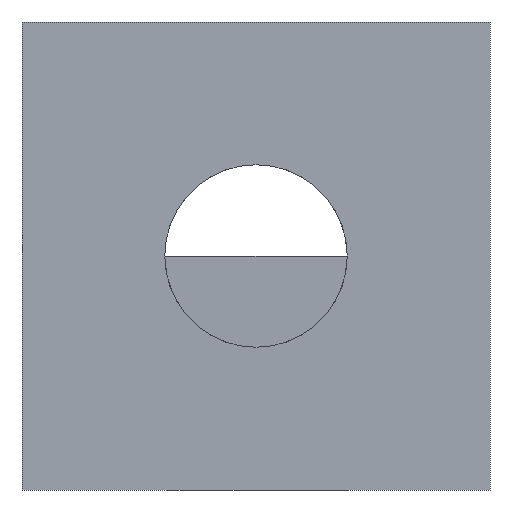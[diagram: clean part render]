
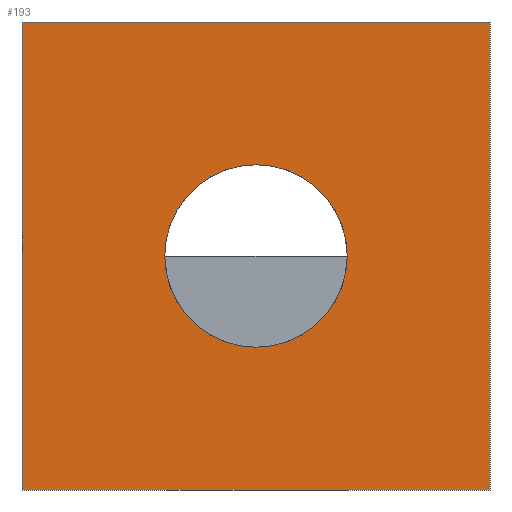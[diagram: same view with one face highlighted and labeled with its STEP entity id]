
A CAD part, front view. The second image highlights one B-rep face of the part: STEP entity #193.
In plain terms, the highlighted planar face has unit normal (0, -1, 0).
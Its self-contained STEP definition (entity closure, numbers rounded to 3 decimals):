
#21 = EDGE_CURVE('',#22,#24,#26,.T.);
#22 = VERTEX_POINT('',#23);
#23 = CARTESIAN_POINT('',(0.,0.,0.));
#24 = VERTEX_POINT('',#25);
#25 = CARTESIAN_POINT('',(0.,0.,10.));
#26 = SURFACE_CURVE('',#27,(#31,#43),.PCURVE_S1.);
#27 = LINE('',#28,#29);
#28 = CARTESIAN_POINT('',(0.,0.,0.));
#29 = VECTOR('',#30,1.);
#30 = DIRECTION('',(0.,0.,1.));
#31 = PCURVE('',#32,#37);
#32 = PLANE('',#33);
#33 = AXIS2_PLACEMENT_3D('',#34,#35,#36);
#34 = CARTESIAN_POINT('',(0.,0.,0.));
#35 = DIRECTION('',(1.,0.,0.));
#36 = DIRECTION('',(0.,0.,1.));
#37 = DEFINITIONAL_REPRESENTATION('',(#38),#42);
#38 = LINE('',#39,#40);
#39 = CARTESIAN_POINT('',(0.,0.));
#40 = VECTOR('',#41,1.);
#41 = DIRECTION('',(1.,0.));
#42 = ( GEOMETRIC_REPRESENTATION_CONTEXT(2) 
PARAMETRIC_REPRESENTATION_CONTEXT() REPRESENTATION_CONTEXT('2D SPACE',''
  ) );
#43 = PCURVE('',#44,#49);
#44 = PLANE('',#45);
#45 = AXIS2_PLACEMENT_3D('',#46,#47,#48);
#46 = CARTESIAN_POINT('',(0.,0.,0.));
#47 = DIRECTION('',(0.,1.,0.));
#48 = DIRECTION('',(0.,0.,1.));
#49 = DEFINITIONAL_REPRESENTATION('',(#50),#54);
#50 = LINE('',#51,#52);
#51 = CARTESIAN_POINT('',(0.,0.));
#52 = VECTOR('',#53,1.);
#53 = DIRECTION('',(1.,0.));
#54 = ( GEOMETRIC_REPRESENTATION_CONTEXT(2) 
PARAMETRIC_REPRESENTATION_CONTEXT() REPRESENTATION_CONTEXT('2D SPACE',''
  ) );
#72 = PLANE('',#73);
#73 = AXIS2_PLACEMENT_3D('',#74,#75,#76);
#74 = CARTESIAN_POINT('',(0.,0.,0.));
#75 = DIRECTION('',(0.,0.,1.));
#76 = DIRECTION('',(1.,0.,0.));
#182 = PLANE('',#183);
#183 = AXIS2_PLACEMENT_3D('',#184,#185,#186);
#184 = CARTESIAN_POINT('',(0.,0.,10.));
#185 = DIRECTION('',(0.,0.,1.));
#186 = DIRECTION('',(1.,0.,0.));
#193 = ADVANCED_FACE('',(#194,#269),#44,.F.);
#194 = FACE_BOUND('',#195,.F.);
#195 = EDGE_LOOP('',(#196,#219,#220,#243));
#196 = ORIENTED_EDGE('',*,*,#197,.F.);
#197 = EDGE_CURVE('',#22,#198,#200,.T.);
#198 = VERTEX_POINT('',#199);
#199 = CARTESIAN_POINT('',(10.,0.,0.));
#200 = SURFACE_CURVE('',#201,(#205,#212),.PCURVE_S1.);
#201 = LINE('',#202,#203);
#202 = CARTESIAN_POINT('',(0.,0.,0.));
#203 = VECTOR('',#204,1.);
#204 = DIRECTION('',(1.,0.,0.));
#205 = PCURVE('',#44,#206);
#206 = DEFINITIONAL_REPRESENTATION('',(#207),#211);
#207 = LINE('',#208,#209);
#208 = CARTESIAN_POINT('',(0.,0.));
#209 = VECTOR('',#210,1.);
#210 = DIRECTION('',(0.,1.));
#211 = ( GEOMETRIC_REPRESENTATION_CONTEXT(2) 
PARAMETRIC_REPRESENTATION_CONTEXT() REPRESENTATION_CONTEXT('2D SPACE',''
  ) );
#212 = PCURVE('',#72,#213);
#213 = DEFINITIONAL_REPRESENTATION('',(#214),#218);
#214 = LINE('',#215,#216);
#215 = CARTESIAN_POINT('',(0.,0.));
#216 = VECTOR('',#217,1.);
#217 = DIRECTION('',(1.,0.));
#218 = ( GEOMETRIC_REPRESENTATION_CONTEXT(2) 
PARAMETRIC_REPRESENTATION_CONTEXT() REPRESENTATION_CONTEXT('2D SPACE',''
  ) );
#219 = ORIENTED_EDGE('',*,*,#21,.T.);
#220 = ORIENTED_EDGE('',*,*,#221,.T.);
#221 = EDGE_CURVE('',#24,#222,#224,.T.);
#222 = VERTEX_POINT('',#223);
#223 = CARTESIAN_POINT('',(10.,0.,10.));
#224 = SURFACE_CURVE('',#225,(#229,#236),.PCURVE_S1.);
#225 = LINE('',#226,#227);
#226 = CARTESIAN_POINT('',(0.,0.,10.));
#227 = VECTOR('',#228,1.);
#228 = DIRECTION('',(1.,0.,0.));
#229 = PCURVE('',#44,#230);
#230 = DEFINITIONAL_REPRESENTATION('',(#231),#235);
#231 = LINE('',#232,#233);
#232 = CARTESIAN_POINT('',(10.,0.));
#233 = VECTOR('',#234,1.);
#234 = DIRECTION('',(0.,1.));
#235 = ( GEOMETRIC_REPRESENTATION_CONTEXT(2) 
PARAMETRIC_REPRESENTATION_CONTEXT() REPRESENTATION_CONTEXT('2D SPACE',''
  ) );
#236 = PCURVE('',#182,#237);
#237 = DEFINITIONAL_REPRESENTATION('',(#238),#242);
#238 = LINE('',#239,#240);
#239 = CARTESIAN_POINT('',(0.,0.));
#240 = VECTOR('',#241,1.);
#241 = DIRECTION('',(1.,0.));
#242 = ( GEOMETRIC_REPRESENTATION_CONTEXT(2) 
PARAMETRIC_REPRESENTATION_CONTEXT() REPRESENTATION_CONTEXT('2D SPACE',''
  ) );
#243 = ORIENTED_EDGE('',*,*,#244,.F.);
#244 = EDGE_CURVE('',#198,#222,#245,.T.);
#245 = SURFACE_CURVE('',#246,(#250,#257),.PCURVE_S1.);
#246 = LINE('',#247,#248);
#247 = CARTESIAN_POINT('',(10.,0.,0.));
#248 = VECTOR('',#249,1.);
#249 = DIRECTION('',(0.,0.,1.));
#250 = PCURVE('',#44,#251);
#251 = DEFINITIONAL_REPRESENTATION('',(#252),#256);
#252 = LINE('',#253,#254);
#253 = CARTESIAN_POINT('',(0.,10.));
#254 = VECTOR('',#255,1.);
#255 = DIRECTION('',(1.,0.));
#256 = ( GEOMETRIC_REPRESENTATION_CONTEXT(2) 
PARAMETRIC_REPRESENTATION_CONTEXT() REPRESENTATION_CONTEXT('2D SPACE',''
  ) );
#257 = PCURVE('',#258,#263);
#258 = PLANE('',#259);
#259 = AXIS2_PLACEMENT_3D('',#260,#261,#262);
#260 = CARTESIAN_POINT('',(10.,0.,0.));
#261 = DIRECTION('',(1.,0.,0.));
#262 = DIRECTION('',(0.,0.,1.));
#263 = DEFINITIONAL_REPRESENTATION('',(#264),#268);
#264 = LINE('',#265,#266);
#265 = CARTESIAN_POINT('',(0.,0.));
#266 = VECTOR('',#267,1.);
#267 = DIRECTION('',(1.,0.));
#268 = ( GEOMETRIC_REPRESENTATION_CONTEXT(2) 
PARAMETRIC_REPRESENTATION_CONTEXT() REPRESENTATION_CONTEXT('2D SPACE',''
  ) );
#269 = FACE_BOUND('',#270,.F.);
#270 = EDGE_LOOP('',(#271));
#271 = ORIENTED_EDGE('',*,*,#272,.T.);
#272 = EDGE_CURVE('',#273,#273,#275,.T.);
#273 = VERTEX_POINT('',#274);
#274 = CARTESIAN_POINT('',(6.95,0.,5.));
#275 = SURFACE_CURVE('',#276,(#281,#292),.PCURVE_S1.);
#276 = CIRCLE('',#277,1.95);
#277 = AXIS2_PLACEMENT_3D('',#278,#279,#280);
#278 = CARTESIAN_POINT('',(5.,0.,5.));
#279 = DIRECTION('',(0.,-1.,0.));
#280 = DIRECTION('',(1.,0.,0.));
#281 = PCURVE('',#44,#282);
#282 = DEFINITIONAL_REPRESENTATION('',(#283),#291);
#283 = ( BOUNDED_CURVE() B_SPLINE_CURVE(2,(#284,#285,#286,#287,#288,#289
,#290),.UNSPECIFIED.,.T.,.F.) B_SPLINE_CURVE_WITH_KNOTS((1,2,2,2,2,1),(
    -2.094,0.,2.094,4.189,6.283,
8.378),.UNSPECIFIED.) CURVE() GEOMETRIC_REPRESENTATION_ITEM() 
RATIONAL_B_SPLINE_CURVE((1.,0.5,1.,0.5,1.,0.5,1.)) REPRESENTATION_ITEM(
  '') );
#284 = CARTESIAN_POINT('',(5.,6.95));
#285 = CARTESIAN_POINT('',(8.377,6.95));
#286 = CARTESIAN_POINT('',(6.689,4.025));
#287 = CARTESIAN_POINT('',(5.,1.1));
#288 = CARTESIAN_POINT('',(3.311,4.025));
#289 = CARTESIAN_POINT('',(1.623,6.95));
#290 = CARTESIAN_POINT('',(5.,6.95));
#291 = ( GEOMETRIC_REPRESENTATION_CONTEXT(2) 
PARAMETRIC_REPRESENTATION_CONTEXT() REPRESENTATION_CONTEXT('2D SPACE',''
  ) );
#292 = PCURVE('',#293,#298);
#293 = CYLINDRICAL_SURFACE('',#294,1.95);
#294 = AXIS2_PLACEMENT_3D('',#295,#296,#297);
#295 = CARTESIAN_POINT('',(5.,10.,5.));
#296 = DIRECTION('',(-0.,1.,0.));
#297 = DIRECTION('',(1.,0.,0.));
#298 = DEFINITIONAL_REPRESENTATION('',(#299),#303);
#299 = LINE('',#300,#301);
#300 = CARTESIAN_POINT('',(-0.,-10.));
#301 = VECTOR('',#302,1.);
#302 = DIRECTION('',(-1.,0.));
#303 = ( GEOMETRIC_REPRESENTATION_CONTEXT(2) 
PARAMETRIC_REPRESENTATION_CONTEXT() REPRESENTATION_CONTEXT('2D SPACE',''
  ) );
